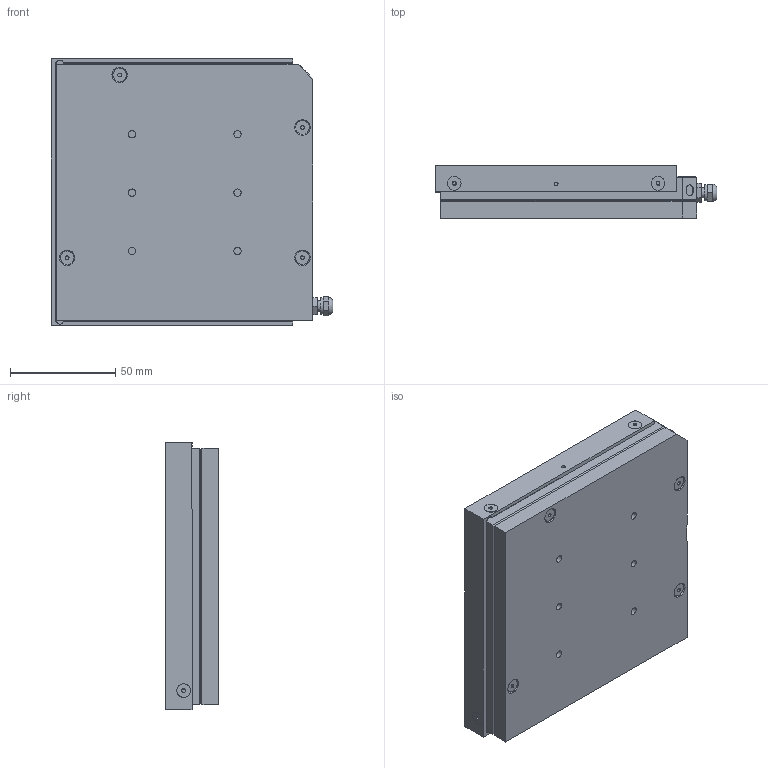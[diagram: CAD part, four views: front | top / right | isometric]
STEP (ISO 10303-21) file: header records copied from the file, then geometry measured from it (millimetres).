
FILE_DESCRIPTION (( 'STEP AP214' ), '1' );
FILE_NAME ('SK-9706A QE95LP-S-MB-QED.STEP', '2021-12-16T20:45:05', ( '' ), ( '' ), 'SwSTEP 2.0', 'SolidWorks 2020', '' );
FILE_SCHEMA (( 'AUTOMOTIVE_DESIGN' ));
Length unit declared in the file: millimetre
Products named in the file (3): SK-9706A QE95LP-S-MB-QED; 100294; SK-9706 QE95LP-S-MB-QED
Assembly tree (2 placements, depth 2):
  SK-9706A QE95LP-S-MB-QED
    SK-9706 QE95LP-S-MB-QED
    100294
Bounding box: 134.11 x 25 x 127.11 mm (x, y, z)
Volume: 361288.7 mm3; surface area: 65777.6 mm2
Topology: 3 solids, 8 shells, 2642 faces, 7505 edges, 4960 vertices
Faces by surface type: plane 2505, cone 65, cylinder 50, bspline 14, torus 8
Full cylindrical faces by diameter (mm): 1.778 x2, 3.264 x7, 3.3 x1, 3.505 x6, 4.039 x1, 5 x1, 5.105 x2, 6 x1, 6.477 x7, 7.8 x1, 92 x1, 95 x2, 96 x1
Entity records: 120329 total; most frequent: CARTESIAN_POINT 23402, ORIENTED_EDGE 14822, DIRECTION 12745, EDGE_CURVE 7411, LINE 7137, VECTOR 7137, VERTEX_POINT 4921, AXIS2_PLACEMENT_3D 2804
